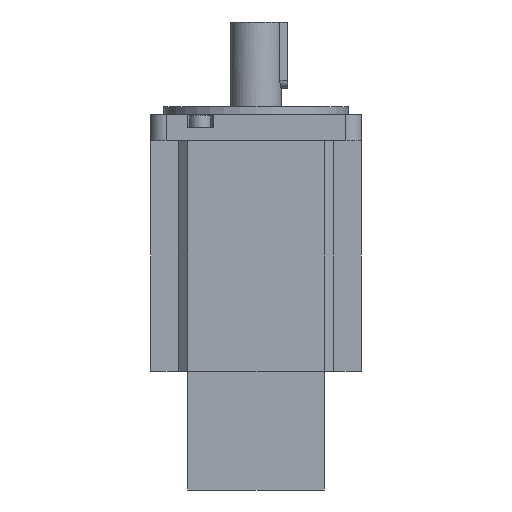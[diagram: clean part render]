
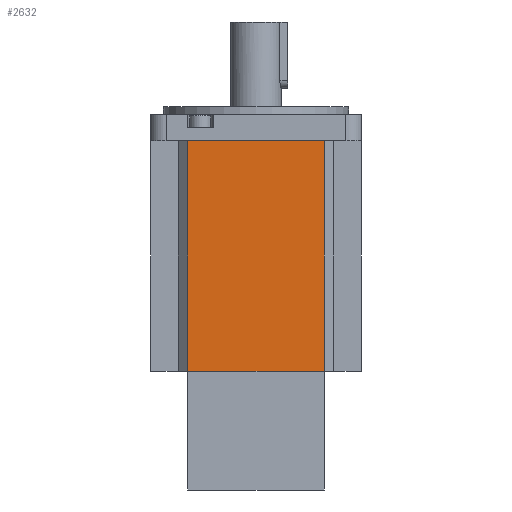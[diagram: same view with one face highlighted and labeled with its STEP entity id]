
A CAD part, front view. The second image highlights one B-rep face of the part: STEP entity #2632.
In plain terms, the highlighted planar face has unit normal (0, -1, 0).
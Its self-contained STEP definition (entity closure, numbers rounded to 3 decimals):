
#54 = CARTESIAN_POINT ( 'NONE',  ( 25.82, -39.9, -87. ) ) ;
#719 = DIRECTION ( 'NONE',  ( 0., 1., 0. ) ) ;
#746 = CARTESIAN_POINT ( 'NONE',  ( -25.82, -39.9, -87. ) ) ;
#962 = ORIENTED_EDGE ( 'NONE', *, *, #6141, .T. ) ;
#1251 = EDGE_CURVE ( 'NONE', #10281, #4139, #6703, .T. ) ;
#1252 = VECTOR ( 'NONE', #4111, 1000. ) ;
#1442 = PLANE ( 'NONE',  #2771 ) ;
#1480 = VECTOR ( 'NONE', #5722, 1000. ) ;
#1860 = ORIENTED_EDGE ( 'NONE', *, *, #8979, .F. ) ;
#2121 = CARTESIAN_POINT ( 'NONE',  ( 25.82, -39.9, 0. ) ) ;
#2167 = LINE ( 'NONE', #54, #1252 ) ;
#2322 = CARTESIAN_POINT ( 'NONE',  ( 25.82, -39.9, -87. ) ) ;
#2632 = ADVANCED_FACE ( 'NONE', ( #6424 ), #1442, .F. ) ;
#2675 = LINE ( 'NONE', #3806, #4840 ) ;
#2712 = ORIENTED_EDGE ( 'NONE', *, *, #3422, .T. ) ;
#2771 = AXIS2_PLACEMENT_3D ( 'NONE', #2322, #719, #9563 ) ;
#3352 = VERTEX_POINT ( 'NONE', #5235 ) ;
#3422 = EDGE_CURVE ( 'NONE', #4630, #4139, #7374, .T. ) ;
#3806 = CARTESIAN_POINT ( 'NONE',  ( 25.82, -39.9, -87. ) ) ;
#4111 = DIRECTION ( 'NONE',  ( -1., 0., 0. ) ) ;
#4139 = VERTEX_POINT ( 'NONE', #5034 ) ;
#4630 = VERTEX_POINT ( 'NONE', #6154 ) ;
#4694 = CARTESIAN_POINT ( 'NONE',  ( -25.82, -39.9, -87. ) ) ;
#4840 = VECTOR ( 'NONE', #6251, 1000. ) ;
#5034 = CARTESIAN_POINT ( 'NONE',  ( -25.82, -39.9, 0. ) ) ;
#5235 = CARTESIAN_POINT ( 'NONE',  ( 25.82, -39.9, -87. ) ) ;
#5722 = DIRECTION ( 'NONE',  ( 0., 0., 1. ) ) ;
#6141 = EDGE_CURVE ( 'NONE', #3352, #4630, #2675, .T. ) ;
#6154 = CARTESIAN_POINT ( 'NONE',  ( 25.82, -39.9, 0. ) ) ;
#6251 = DIRECTION ( 'NONE',  ( 0., 0., 1. ) ) ;
#6424 = FACE_OUTER_BOUND ( 'NONE', #8147, .T. ) ;
#6703 = LINE ( 'NONE', #746, #1480 ) ;
#7022 = DIRECTION ( 'NONE',  ( -1., 0., 0. ) ) ;
#7374 = LINE ( 'NONE', #2121, #7503 ) ;
#7503 = VECTOR ( 'NONE', #7022, 1000. ) ;
#8147 = EDGE_LOOP ( 'NONE', ( #962, #2712, #8648, #1860 ) ) ;
#8648 = ORIENTED_EDGE ( 'NONE', *, *, #1251, .F. ) ;
#8979 = EDGE_CURVE ( 'NONE', #3352, #10281, #2167, .T. ) ;
#9563 = DIRECTION ( 'NONE',  ( 0., 0., 1. ) ) ;
#10281 = VERTEX_POINT ( 'NONE', #4694 ) ;
